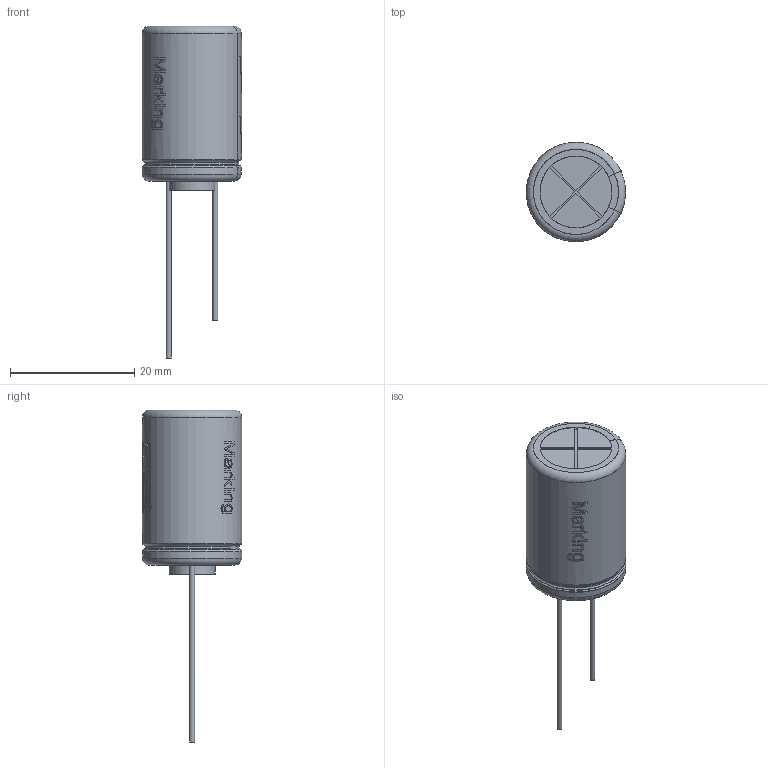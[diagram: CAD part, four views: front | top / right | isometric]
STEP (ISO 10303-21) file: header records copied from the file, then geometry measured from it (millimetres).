
FILE_DESCRIPTION(/* description */ ('Unknown','CAx-IF Rec.Pracs.---Representation and Presentation of Product Manufacturing Information (PMI)---4.0---2014-10-13','CAx-IF Rec.Pracs.---3D Tessellated Geometry---0.4---2014-09-14','2;1'),/* implementation_level */ '2;1');
FILE_NAME(/* name */ 'CP_Wurth_WCAP-STSC-P7.5D16L25',/* time_stamp */ '2025-01-09T15:25:40+08:00',/* author */ ('Unknown'),/* organization */ ('Unknown'),/* preprocessor_version */ 'ST-DEVELOPER v16.7',/* originating_system */ 'Solid Edge',/* authorisation */ 'Unknown');
FILE_SCHEMA (('AP242_MANAGED_MODEL_BASED_3D_ENGINEERING_MIM_LF { 1 0 10303 442 1 1 4 }'));
Length unit declared in the file: metre
Products named in the file (2): CP_Wurth_WCAP-STSC-P7.5D16L25
Assembly tree (1 placements, depth 2):
  CP_Wurth_WCAP-STSC-P7.5D16L25
    CP_Wurth_WCAP-STSC-P7.5D16L25
Bounding box: 15.96 x 15.97 x 53.4 mm (x, y, z)
Volume: 5017.1 mm3; surface area: 4889.2 mm2
Topology: 3 solids, 3 shells, 506 faces, 1288 edges, 853 vertices
Faces by surface type: plane 312, cylinder 94, bspline 76, torus 24
Full cylindrical faces by diameter (mm): 0.8 x2, 8.889 x1, 9.333 x1, 10.667 x1, 11.111 x1, 11.556 x2, 13.244 x1, 13.686 x1, 14.942 x1, 14.962 x1, 15.78 x2, 15.8 x2
Entity records: 24385 total; most frequent: CARTESIAN_POINT 9114, ORIENTED_EDGE 2494, DIRECTION 2303, EDGE_CURVE 1247, VERTEX_POINT 849, AXIS2_PLACEMENT_3D 819, LINE 665, VECTOR 665
